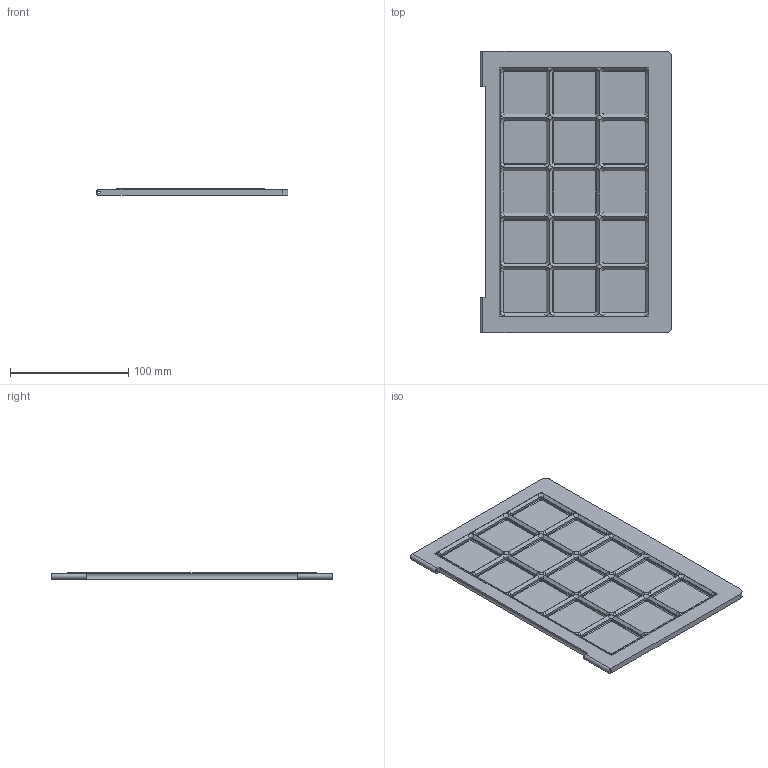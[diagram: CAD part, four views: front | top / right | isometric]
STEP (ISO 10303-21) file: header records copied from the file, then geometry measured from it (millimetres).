
FILE_DESCRIPTION(/* description */ ('STEP AP242','CAx-IF Rec.Pracs.---Representation and Presentation of Product Manufacturing Information (PMI)---4.0---2014-10-13','CAx-IF Rec.Pracs.---3D Tessellated Geometry---0.4---2014-09-14','2;1'),/* implementation_level */ '2;1');
FILE_NAME(/* name */ '67aa5d283bd32948fa4bfc5e',/* time_stamp */ '2025-02-10T20:10:16Z',/* author */ (''),/* organization */ (''),/* preprocessor_version */ 'ST-DEVELOPER v20',/* originating_system */ 'ONSHAPE BY PTC INC, 1.193',/* authorisation */ ' ');
FILE_SCHEMA (('AP242_MANAGED_MODEL_BASED_3D_ENGINEERING_MIM_LF { 1 0 10303 442 1 1 4 }'));
Length unit declared in the file: metre
Products named in the file (1): panel
Bounding box: 162.5 x 238 x 5.65 mm (x, y, z)
Volume: 101575.3 mm3; surface area: 86814.8 mm2
Topology: 1 solids, 1 shells, 421 faces, 890 edges, 472 vertices
Faces by surface type: plane 234, cone 120, cylinder 67
Full cylindrical faces by diameter (mm): 2 x2
Entity records: 10826 total; most frequent: DIRECTION 1986, CARTESIAN_POINT 1782, ORIENTED_EDGE 1776, EDGE_CURVE 888, AXIS2_PLACEMENT_3D 676, LINE 634, VECTOR 634, VERTEX_POINT 472
